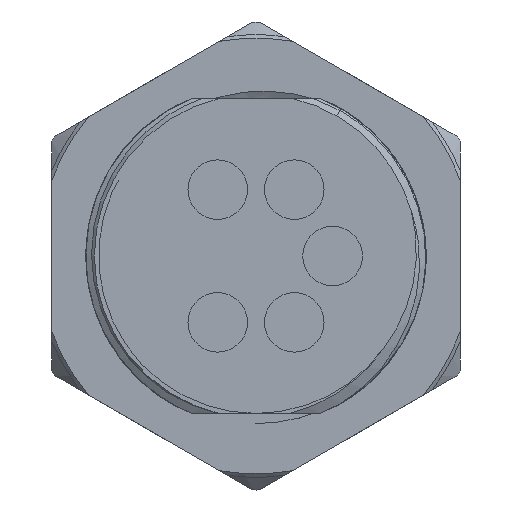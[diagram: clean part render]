
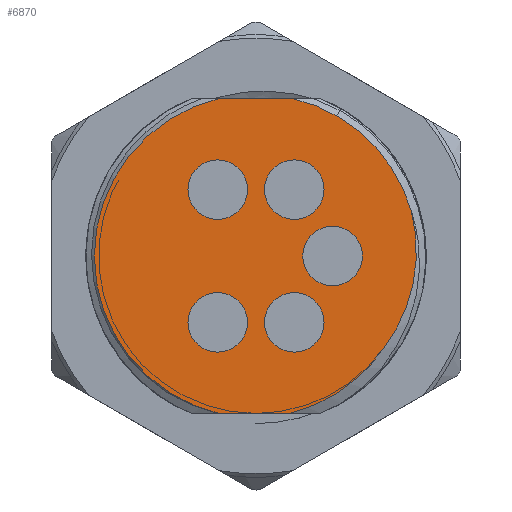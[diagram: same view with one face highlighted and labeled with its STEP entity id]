
A CAD part, left-side view. The second image highlights one B-rep face of the part: STEP entity #6870.
In plain terms, the highlighted planar face has unit normal (-1, 0, 0).
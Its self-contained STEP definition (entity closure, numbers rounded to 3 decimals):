
#2221=CARTESIAN_POINT('',(-26.499,-7.483,
7.043));
#2222=CARTESIAN_POINT('',(-26.499,-7.821,
7.479));
#2223=CARTESIAN_POINT('',(-26.5,-8.411,
8.403));
#2224=CARTESIAN_POINT('',(-26.5,-9.056,
9.96));
#2225=CARTESIAN_POINT('',(-26.5,-9.418,
11.652));
#2226=CARTESIAN_POINT('',(-26.5,-9.453,
13.47));
#2227=CARTESIAN_POINT('',(-26.5,-9.268,
14.559));
#2228=CARTESIAN_POINT('',(-26.5,-9.134,
15.092));
#2239=CARTESIAN_POINT('',(-26.5,0.,12.48));
#2240=DIRECTION('',(1.,0.,0.));
#2241=DIRECTION('',(0.,0.228,-0.974));
#2242=AXIS2_PLACEMENT_3D('',#2239,#2240,#2241);
#2244=CARTESIAN_POINT('',(-26.5,0.,12.48));
#2245=DIRECTION('',(1.,0.,0.));
#2246=DIRECTION('',(0.,-0.228,0.974));
#2247=AXIS2_PLACEMENT_3D('',#2244,#2245,#2246);
#2249=CARTESIAN_POINT('',(-26.5,-2.25,8.58));
#2250=DIRECTION('',(-1.,0.,0.));
#2251=DIRECTION('',(0.,1.,0.));
#2252=AXIS2_PLACEMENT_3D('',#2249,#2250,#2251);
#2254=CARTESIAN_POINT('',(-26.5,-2.25,8.58));
#2255=DIRECTION('',(-1.,0.,0.));
#2256=DIRECTION('',(0.,-1.,0.));
#2257=AXIS2_PLACEMENT_3D('',#2254,#2255,#2256);
#2259=CARTESIAN_POINT('',(-26.5,2.25,8.58));
#2260=DIRECTION('',(-1.,0.,0.));
#2261=DIRECTION('',(0.,1.,0.));
#2262=AXIS2_PLACEMENT_3D('',#2259,#2260,#2261);
#2264=CARTESIAN_POINT('',(-26.5,2.25,8.58));
#2265=DIRECTION('',(-1.,0.,0.));
#2266=DIRECTION('',(0.,-1.,0.));
#2267=AXIS2_PLACEMENT_3D('',#2264,#2265,#2266);
#2269=CARTESIAN_POINT('',(-26.5,-2.25,16.38));
#2270=DIRECTION('',(-1.,0.,0.));
#2271=DIRECTION('',(0.,1.,0.));
#2272=AXIS2_PLACEMENT_3D('',#2269,#2270,#2271);
#2274=CARTESIAN_POINT('',(-26.5,-2.25,16.38));
#2275=DIRECTION('',(-1.,0.,0.));
#2276=DIRECTION('',(0.,-1.,0.));
#2277=AXIS2_PLACEMENT_3D('',#2274,#2275,#2276);
#2279=CARTESIAN_POINT('',(-26.5,2.25,16.38));
#2280=DIRECTION('',(-1.,0.,0.));
#2281=DIRECTION('',(0.,1.,0.));
#2282=AXIS2_PLACEMENT_3D('',#2279,#2280,#2281);
#2284=CARTESIAN_POINT('',(-26.5,2.25,16.38));
#2285=DIRECTION('',(-1.,0.,0.));
#2286=DIRECTION('',(0.,-1.,0.));
#2287=AXIS2_PLACEMENT_3D('',#2284,#2285,#2286);
#2289=CARTESIAN_POINT('',(-26.5,-4.5,12.48));
#2290=DIRECTION('',(-1.,0.,0.));
#2291=DIRECTION('',(0.,1.,0.));
#2292=AXIS2_PLACEMENT_3D('',#2289,#2290,#2291);
#2294=CARTESIAN_POINT('',(-26.5,-4.5,12.48));
#2295=DIRECTION('',(-1.,0.,0.));
#2296=DIRECTION('',(0.,-1.,0.));
#2297=AXIS2_PLACEMENT_3D('',#2294,#2295,#2296);
#2299=CARTESIAN_POINT('',(-26.5,-1.947,
3.23));
#2300=CARTESIAN_POINT('',(-26.5,-2.523,
3.368));
#2301=CARTESIAN_POINT('',(-26.5,-3.619,
3.747));
#2302=CARTESIAN_POINT('',(-26.5,-5.103,
4.581));
#2303=CARTESIAN_POINT('',(-26.5,-6.441,
5.698));
#2304=CARTESIAN_POINT('',(-26.499,-7.16,
6.571));
#2305=CARTESIAN_POINT('',(-26.499,-7.483,
7.043));
#2321=DIRECTION('',(0.,-1.,0.));
#2322=VECTOR('',#2321,4.112);
#2323=CARTESIAN_POINT('',(-26.5,2.165,3.23));
#2324=LINE('',#2323,#2322);
#2704=DIRECTION('',(0.,1.,0.));
#2705=VECTOR('',#2704,4.33);
#2706=CARTESIAN_POINT('',(-26.5,-2.165,21.73));
#2707=LINE('',#2706,#2705);
#3430=VERTEX_POINT('',#2221);
#3431=VERTEX_POINT('',#2228);
#3432=VERTEX_POINT('',#2299);
#3433=CARTESIAN_POINT('',(-26.5,2.165,3.23));
#3434=VERTEX_POINT('',#3433);
#3435=CARTESIAN_POINT('',(-26.5,2.165,21.73));
#3436=VERTEX_POINT('',#3435);
#3437=CARTESIAN_POINT('',(-26.5,-2.165,21.73));
#3438=VERTEX_POINT('',#3437);
#3833=CARTESIAN_POINT('',(-26.5,-0.5,8.58));
#3834=CARTESIAN_POINT('',(-26.5,-4.,8.58));
#3835=VERTEX_POINT('',#3833);
#3836=VERTEX_POINT('',#3834);
#3837=CARTESIAN_POINT('',(-26.5,4.,8.58));
#3838=CARTESIAN_POINT('',(-26.5,0.5,8.58));
#3839=VERTEX_POINT('',#3837);
#3840=VERTEX_POINT('',#3838);
#3841=CARTESIAN_POINT('',(-26.5,-0.5,16.38));
#3842=CARTESIAN_POINT('',(-26.5,-4.,16.38));
#3843=VERTEX_POINT('',#3841);
#3844=VERTEX_POINT('',#3842);
#3845=CARTESIAN_POINT('',(-26.5,4.,16.38));
#3846=CARTESIAN_POINT('',(-26.5,0.5,16.38));
#3847=VERTEX_POINT('',#3845);
#3848=VERTEX_POINT('',#3846);
#3849=CARTESIAN_POINT('',(-26.5,-2.75,12.48));
#3850=CARTESIAN_POINT('',(-26.5,-6.25,12.48));
#3851=VERTEX_POINT('',#3849);
#3852=VERTEX_POINT('',#3850);
#6822=CARTESIAN_POINT('',(-26.5,0.035,12.48));
#6823=DIRECTION('',(1.,0.,0.));
#6824=DIRECTION('',(0.,0.,1.));
#6825=AXIS2_PLACEMENT_3D('',#6822,#6823,#6824);
#6826=PLANE('',#6825);
#6827=ORIENTED_EDGE('',*,*,#6810,.F.);
#6829=ORIENTED_EDGE('',*,*,#6828,.F.);
#6831=ORIENTED_EDGE('',*,*,#6830,.F.);
#6833=ORIENTED_EDGE('',*,*,#6832,.T.);
#6835=ORIENTED_EDGE('',*,*,#6834,.F.);
#6837=ORIENTED_EDGE('',*,*,#6836,.T.);
#6838=EDGE_LOOP('',(#6827,#6829,#6831,#6833,#6835,#6837));
#6839=FACE_OUTER_BOUND('',#6838,.F.);
#6841=ORIENTED_EDGE('',*,*,#6840,.T.);
#6843=ORIENTED_EDGE('',*,*,#6842,.T.);
#6844=EDGE_LOOP('',(#6841,#6843));
#6845=FACE_BOUND('',#6844,.F.);
#6847=ORIENTED_EDGE('',*,*,#6846,.T.);
#6849=ORIENTED_EDGE('',*,*,#6848,.T.);
#6850=EDGE_LOOP('',(#6847,#6849));
#6851=FACE_BOUND('',#6850,.F.);
#6853=ORIENTED_EDGE('',*,*,#6852,.T.);
#6855=ORIENTED_EDGE('',*,*,#6854,.T.);
#6856=EDGE_LOOP('',(#6853,#6855));
#6857=FACE_BOUND('',#6856,.F.);
#6859=ORIENTED_EDGE('',*,*,#6858,.T.);
#6861=ORIENTED_EDGE('',*,*,#6860,.T.);
#6862=EDGE_LOOP('',(#6859,#6861));
#6863=FACE_BOUND('',#6862,.F.);
#6865=ORIENTED_EDGE('',*,*,#6864,.T.);
#6867=ORIENTED_EDGE('',*,*,#6866,.T.);
#6868=EDGE_LOOP('',(#6865,#6867));
#6869=FACE_BOUND('',#6868,.F.);
#6870=ADVANCED_FACE('',(#6839,#6845,#6851,#6857,#6863,#6869),#6826,.F.);
#2229=B_SPLINE_CURVE_WITH_KNOTS('',3,(#2221,#2222,#2223,#2224,#2225,#2226,#2227,
#2228),.UNSPECIFIED.,.F.,.F.,(4,1,1,1,1,4),(0.,0.2,0.4,0.6,0.8,1.),
.UNSPECIFIED.);
#2243=CIRCLE('',#2242,9.5);
#2248=CIRCLE('',#2247,9.5);
#2253=CIRCLE('',#2252,1.75);
#2258=CIRCLE('',#2257,1.75);
#2263=CIRCLE('',#2262,1.75);
#2268=CIRCLE('',#2267,1.75);
#2273=CIRCLE('',#2272,1.75);
#2278=CIRCLE('',#2277,1.75);
#2283=CIRCLE('',#2282,1.75);
#2288=CIRCLE('',#2287,1.75);
#2293=CIRCLE('',#2292,1.75);
#2298=CIRCLE('',#2297,1.75);
#2306=B_SPLINE_CURVE_WITH_KNOTS('',3,(#2299,#2300,#2301,#2302,#2303,#2304,
#2305),.UNSPECIFIED.,.F.,.F.,(4,1,1,1,4),(0.,0.25,0.5,0.75,1.),
.UNSPECIFIED.);
#6810=EDGE_CURVE('',#3430,#3431,#2229,.T.);
#6828=EDGE_CURVE('',#3432,#3430,#2306,.T.);
#6830=EDGE_CURVE('',#3434,#3432,#2324,.T.);
#6832=EDGE_CURVE('',#3434,#3436,#2243,.T.);
#6834=EDGE_CURVE('',#3438,#3436,#2707,.T.);
#6836=EDGE_CURVE('',#3438,#3431,#2248,.T.);
#6840=EDGE_CURVE('',#3835,#3836,#2253,.T.);
#6842=EDGE_CURVE('',#3836,#3835,#2258,.T.);
#6846=EDGE_CURVE('',#3839,#3840,#2263,.T.);
#6848=EDGE_CURVE('',#3840,#3839,#2268,.T.);
#6852=EDGE_CURVE('',#3843,#3844,#2273,.T.);
#6854=EDGE_CURVE('',#3844,#3843,#2278,.T.);
#6858=EDGE_CURVE('',#3847,#3848,#2283,.T.);
#6860=EDGE_CURVE('',#3848,#3847,#2288,.T.);
#6864=EDGE_CURVE('',#3851,#3852,#2293,.T.);
#6866=EDGE_CURVE('',#3852,#3851,#2298,.T.);
